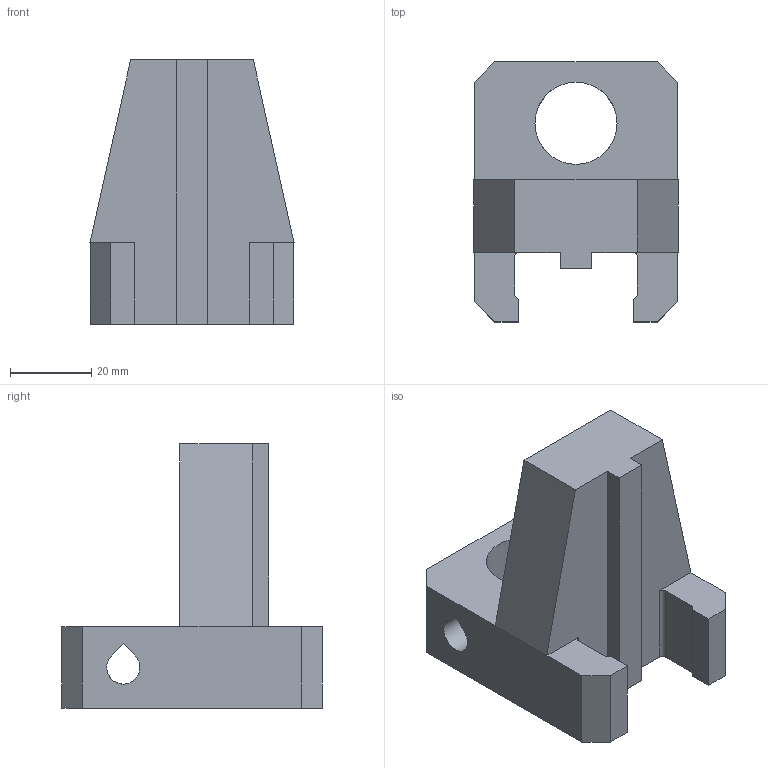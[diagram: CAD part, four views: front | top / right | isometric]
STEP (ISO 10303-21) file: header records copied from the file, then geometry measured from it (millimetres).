
FILE_DESCRIPTION(/* description */ ('','CAx-IF Rec.Pracs.---Representation and Presentation of Product Manufacturing Information (PMI)---4.0---2014-10-13'),/* implementation_level */ '2;1');
FILE_NAME(/* name */ 'trhaci celist posilena.step',/* time_stamp */ '2025-02-13T21:22:21+01:00',/* author */ (''),/* organization */ (''),/* preprocessor_version */ 'ST-DEVELOPER v20',/* originating_system */ 'Autodesk Translation Framework v13.20.0.188',/* authorisation */ '');
FILE_SCHEMA (('AP242_MANAGED_MODEL_BASED_3D_ENGINEERING_MIM_LF { 1 0 10303 442 1 1 4 }'));
Length unit declared in the file: millimetre
Products named in the file (1): trhaci celist
Bounding box: 50.2 x 64 x 65 mm (x, y, z)
Volume: 78895.5 mm3; surface area: 17330.9 mm2
Topology: 1 solids, 1 shells, 41 faces, 112 edges, 73 vertices
Faces by surface type: plane 35, cylinder 6
Full cylindrical faces by diameter (mm): 5.1 x1, 20.2 x1
Entity records: 1372 total; most frequent: CARTESIAN_POINT 280, ORIENTED_EDGE 224, DIRECTION 207, EDGE_CURVE 112, LINE 95, VECTOR 95, VERTEX_POINT 73, AXIS2_PLACEMENT_3D 56
